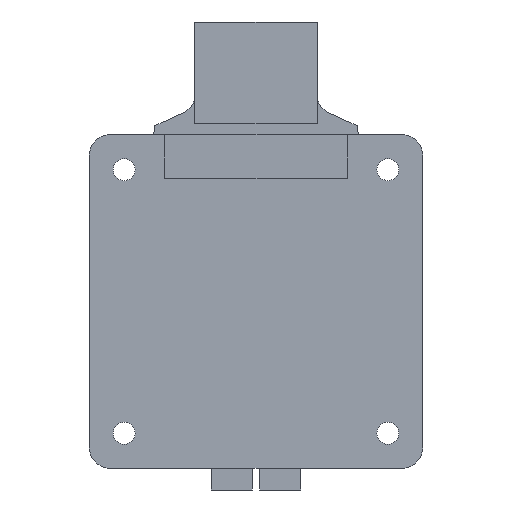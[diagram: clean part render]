
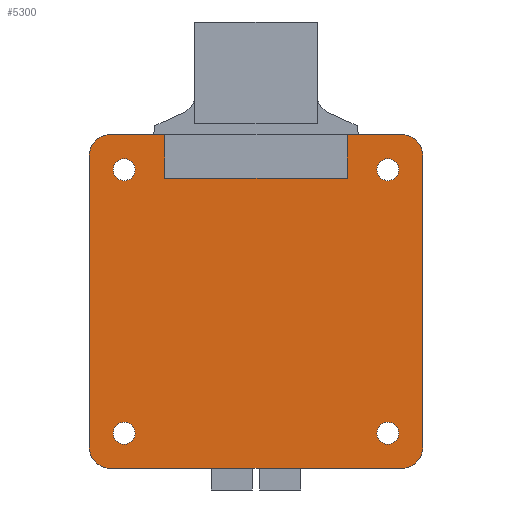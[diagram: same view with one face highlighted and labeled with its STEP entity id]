
A CAD part, front view. The second image highlights one B-rep face of the part: STEP entity #5300.
In plain terms, the highlighted planar face has unit normal (0, -1, 0).
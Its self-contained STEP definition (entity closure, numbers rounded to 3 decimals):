
#203=FACE_BOUND('',#653,.T.);
#204=FACE_BOUND('',#654,.T.);
#205=FACE_BOUND('',#655,.T.);
#206=FACE_BOUND('',#656,.T.);
#228=PLANE('',#5630);
#358=FACE_OUTER_BOUND('',#652,.T.);
#652=EDGE_LOOP('',(#3478,#3479,#3480,#3481,#3482,#3483,#3484,#3485));
#653=EDGE_LOOP('',(#3486));
#654=EDGE_LOOP('',(#3487));
#655=EDGE_LOOP('',(#3488));
#656=EDGE_LOOP('',(#3489));
#941=LINE('',#7892,#1267);
#946=LINE('',#7906,#1272);
#950=LINE('',#7918,#1276);
#954=LINE('',#7930,#1280);
#1267=VECTOR('',#6294,10.);
#1272=VECTOR('',#6307,10.);
#1276=VECTOR('',#6319,10.);
#1280=VECTOR('',#6331,10.);
#1597=CIRCLE('',#5606,1.25);
#1598=CIRCLE('',#5608,1.25);
#1599=CIRCLE('',#5610,1.25);
#1600=CIRCLE('',#5612,1.25);
#1601=CIRCLE('',#5615,2.5);
#1603=CIRCLE('',#5619,2.5);
#1605=CIRCLE('',#5623,2.5);
#1607=CIRCLE('',#5627,2.5);
#1958=VERTEX_POINT('',#7874);
#1959=VERTEX_POINT('',#7878);
#1960=VERTEX_POINT('',#7882);
#1961=VERTEX_POINT('',#7886);
#1962=VERTEX_POINT('',#7890);
#1963=VERTEX_POINT('',#7891);
#1966=VERTEX_POINT('',#7899);
#1968=VERTEX_POINT('',#7905);
#1970=VERTEX_POINT('',#7911);
#1972=VERTEX_POINT('',#7917);
#1974=VERTEX_POINT('',#7923);
#1976=VERTEX_POINT('',#7929);
#2554=EDGE_CURVE('',#1958,#1958,#1597,.T.);
#2556=EDGE_CURVE('',#1959,#1959,#1598,.T.);
#2558=EDGE_CURVE('',#1960,#1960,#1599,.T.);
#2560=EDGE_CURVE('',#1961,#1961,#1600,.T.);
#2562=EDGE_CURVE('',#1962,#1963,#941,.T.);
#2566=EDGE_CURVE('',#1966,#1963,#1601,.T.);
#2569=EDGE_CURVE('',#1966,#1968,#946,.T.);
#2572=EDGE_CURVE('',#1970,#1968,#1603,.T.);
#2575=EDGE_CURVE('',#1970,#1972,#950,.T.);
#2578=EDGE_CURVE('',#1974,#1972,#1605,.T.);
#2581=EDGE_CURVE('',#1974,#1976,#954,.T.);
#2584=EDGE_CURVE('',#1962,#1976,#1607,.T.);
#3478=ORIENTED_EDGE('',*,*,#2584,.F.);
#3479=ORIENTED_EDGE('',*,*,#2562,.T.);
#3480=ORIENTED_EDGE('',*,*,#2566,.F.);
#3481=ORIENTED_EDGE('',*,*,#2569,.T.);
#3482=ORIENTED_EDGE('',*,*,#2572,.F.);
#3483=ORIENTED_EDGE('',*,*,#2575,.T.);
#3484=ORIENTED_EDGE('',*,*,#2578,.F.);
#3485=ORIENTED_EDGE('',*,*,#2581,.T.);
#3486=ORIENTED_EDGE('',*,*,#2560,.F.);
#3487=ORIENTED_EDGE('',*,*,#2558,.F.);
#3488=ORIENTED_EDGE('',*,*,#2556,.F.);
#3489=ORIENTED_EDGE('',*,*,#2554,.F.);
#5300=ADVANCED_FACE('',(#358,#203,#204,#205,#206),#228,.F.);
#5606=AXIS2_PLACEMENT_3D('',#7875,#6274,#6275);
#5608=AXIS2_PLACEMENT_3D('',#7879,#6279,#6280);
#5610=AXIS2_PLACEMENT_3D('',#7883,#6284,#6285);
#5612=AXIS2_PLACEMENT_3D('',#7887,#6289,#6290);
#5615=AXIS2_PLACEMENT_3D('',#7900,#6300,#6301);
#5619=AXIS2_PLACEMENT_3D('',#7912,#6312,#6313);
#5623=AXIS2_PLACEMENT_3D('',#7924,#6324,#6325);
#5627=AXIS2_PLACEMENT_3D('',#7935,#6336,#6337);
#5630=AXIS2_PLACEMENT_3D('',#7938,#6342,#6343);
#6274=DIRECTION('center_axis',(0.,-1.,0.));
#6275=DIRECTION('ref_axis',(1.,0.,0.));
#6279=DIRECTION('center_axis',(0.,-1.,0.));
#6280=DIRECTION('ref_axis',(1.,0.,0.));
#6284=DIRECTION('center_axis',(0.,-1.,0.));
#6285=DIRECTION('ref_axis',(1.,0.,0.));
#6289=DIRECTION('center_axis',(0.,-1.,0.));
#6290=DIRECTION('ref_axis',(1.,0.,0.));
#6294=DIRECTION('',(0.,0.,1.));
#6300=DIRECTION('center_axis',(0.,1.,0.));
#6301=DIRECTION('ref_axis',(1.,0.,0.));
#6307=DIRECTION('',(-1.,0.,0.));
#6312=DIRECTION('center_axis',(0.,1.,0.));
#6313=DIRECTION('ref_axis',(1.,0.,0.));
#6319=DIRECTION('',(0.,0.,-1.));
#6324=DIRECTION('center_axis',(0.,1.,0.));
#6325=DIRECTION('ref_axis',(1.,0.,0.));
#6331=DIRECTION('',(1.,0.,0.));
#6336=DIRECTION('center_axis',(0.,1.,0.));
#6337=DIRECTION('ref_axis',(1.,0.,0.));
#6342=DIRECTION('center_axis',(0.,1.,0.));
#6343=DIRECTION('ref_axis',(1.,0.,0.));
#7874=CARTESIAN_POINT('',(2.75,0.,4.));
#7875=CARTESIAN_POINT('Origin',(4.,0.,4.));
#7878=CARTESIAN_POINT('',(2.75,0.,34.));
#7879=CARTESIAN_POINT('Origin',(4.,0.,34.));
#7882=CARTESIAN_POINT('',(32.75,0.,34.));
#7883=CARTESIAN_POINT('Origin',(34.,0.,34.));
#7886=CARTESIAN_POINT('',(32.75,0.,4.));
#7887=CARTESIAN_POINT('Origin',(34.,0.,4.));
#7890=CARTESIAN_POINT('',(38.,0.,2.5));
#7891=CARTESIAN_POINT('',(38.,0.,35.5));
#7892=CARTESIAN_POINT('',(38.,0.,0.));
#7899=CARTESIAN_POINT('',(35.5,0.,38.));
#7900=CARTESIAN_POINT('Origin',(35.5,0.,35.5));
#7905=CARTESIAN_POINT('',(2.5,0.,38.));
#7906=CARTESIAN_POINT('',(38.,0.,38.));
#7911=CARTESIAN_POINT('',(0.,0.,35.5));
#7912=CARTESIAN_POINT('Origin',(2.5,0.,35.5));
#7917=CARTESIAN_POINT('',(0.,0.,2.5));
#7918=CARTESIAN_POINT('',(0.,0.,38.));
#7923=CARTESIAN_POINT('',(2.5,0.,0.));
#7924=CARTESIAN_POINT('Origin',(2.5,0.,2.5));
#7929=CARTESIAN_POINT('',(35.5,0.,0.));
#7930=CARTESIAN_POINT('',(0.,0.,0.));
#7935=CARTESIAN_POINT('Origin',(35.5,0.,2.5));
#7938=CARTESIAN_POINT('Origin',(19.,0.,19.));
